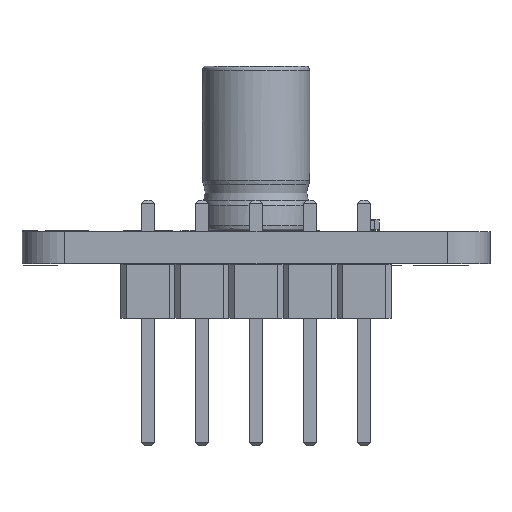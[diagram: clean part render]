
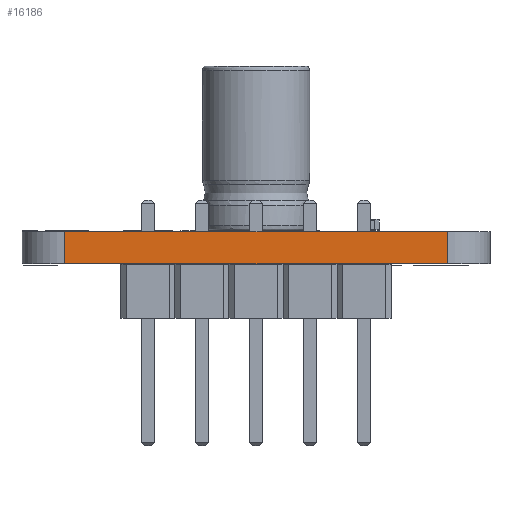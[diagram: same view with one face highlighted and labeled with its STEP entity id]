
A CAD part, front view. The second image highlights one B-rep face of the part: STEP entity #16186.
In plain terms, the highlighted planar face has unit normal (0, -1, 0).
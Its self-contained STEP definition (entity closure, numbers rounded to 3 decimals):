
#15671 = VERTEX_POINT('',#15672);
#15672 = CARTESIAN_POINT('',(-9.002,-11.,0.));
#15679 = EDGE_CURVE('',#15680,#15671,#15682,.T.);
#15680 = VERTEX_POINT('',#15681);
#15681 = CARTESIAN_POINT('',(8.998,-11.,0.));
#15682 = LINE('',#15683,#15684);
#15683 = CARTESIAN_POINT('',(8.998,-11.,0.));
#15684 = VECTOR('',#15685,1.);
#15685 = DIRECTION('',(-1.,0.,0.));
#15931 = VERTEX_POINT('',#15932);
#15932 = CARTESIAN_POINT('',(-9.002,-11.,1.51));
#15939 = EDGE_CURVE('',#15940,#15931,#15942,.T.);
#15940 = VERTEX_POINT('',#15941);
#15941 = CARTESIAN_POINT('',(8.998,-11.,1.51));
#15942 = LINE('',#15943,#15944);
#15943 = CARTESIAN_POINT('',(8.998,-11.,1.51));
#15944 = VECTOR('',#15945,1.);
#15945 = DIRECTION('',(-1.,0.,0.));
#16158 = EDGE_CURVE('',#15680,#15940,#16159,.T.);
#16159 = LINE('',#16160,#16161);
#16160 = CARTESIAN_POINT('',(8.998,-11.,0.));
#16161 = VECTOR('',#16162,1.);
#16162 = DIRECTION('',(0.,0.,1.));
#16186 = ADVANCED_FACE('',(#16187),#16198,.T.);
#16187 = FACE_BOUND('',#16188,.T.);
#16188 = EDGE_LOOP('',(#16189,#16190,#16191,#16197));
#16189 = ORIENTED_EDGE('',*,*,#16158,.T.);
#16190 = ORIENTED_EDGE('',*,*,#15939,.T.);
#16191 = ORIENTED_EDGE('',*,*,#16192,.F.);
#16192 = EDGE_CURVE('',#15671,#15931,#16193,.T.);
#16193 = LINE('',#16194,#16195);
#16194 = CARTESIAN_POINT('',(-9.002,-11.,0.));
#16195 = VECTOR('',#16196,1.);
#16196 = DIRECTION('',(0.,0.,1.));
#16197 = ORIENTED_EDGE('',*,*,#15679,.F.);
#16198 = PLANE('',#16199);
#16199 = AXIS2_PLACEMENT_3D('',#16200,#16201,#16202);
#16200 = CARTESIAN_POINT('',(8.998,-11.,0.));
#16201 = DIRECTION('',(0.,-1.,0.));
#16202 = DIRECTION('',(-1.,0.,0.));
